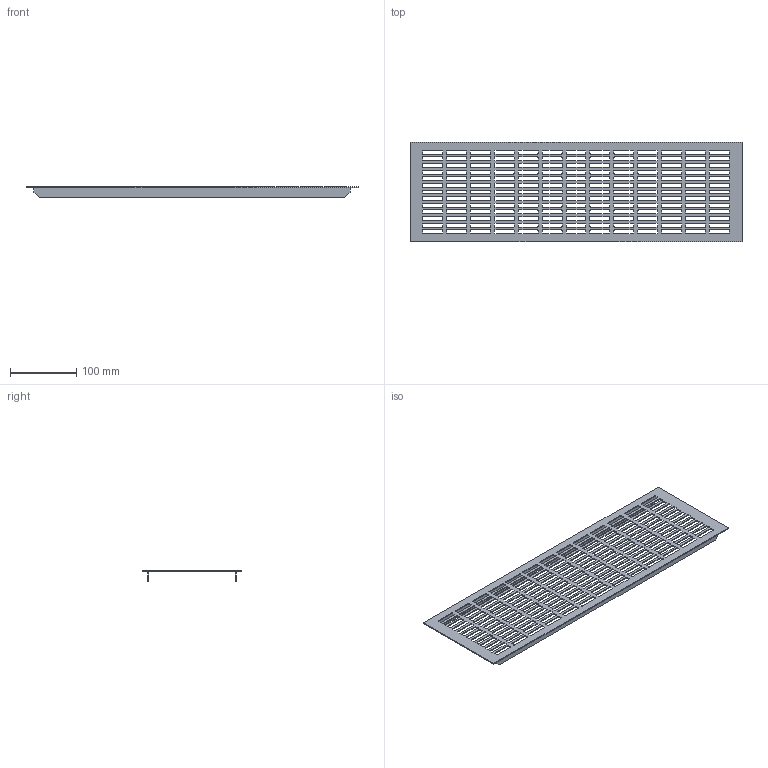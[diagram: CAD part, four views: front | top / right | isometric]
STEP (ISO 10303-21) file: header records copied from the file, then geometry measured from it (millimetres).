
FILE_DESCRIPTION (( 'STEP AP214' ), '1' );
FILE_NAME ('F000970,F000993,F001016_3D.step', '2022-08-15T13:46:23', ( '' ), ( '' ), 'SwSTEP 2.0', 'SolidWorks 2020', '' );
FILE_SCHEMA (( 'AUTOMOTIVE_DESIGN' ));
Length unit declared in the file: millimetre
Products named in the file (1): F000970,F000993,F001016_3D
Bounding box: 500 x 150 x 16.5 mm (x, y, z)
Volume: 95391.6 mm3; surface area: 137603.4 mm2
Topology: 1 solids, 1 shells, 1372 faces, 4104 edges, 2736 vertices
Faces by surface type: plane 696, cylinder 676
Entity records: 47250 total; most frequent: CARTESIAN_POINT 8213, ORIENTED_EDGE 8208, DIRECTION 8202, EDGE_CURVE 4104, LINE 2752, VECTOR 2752, VERTEX_POINT 2736, AXIS2_PLACEMENT_3D 2725
